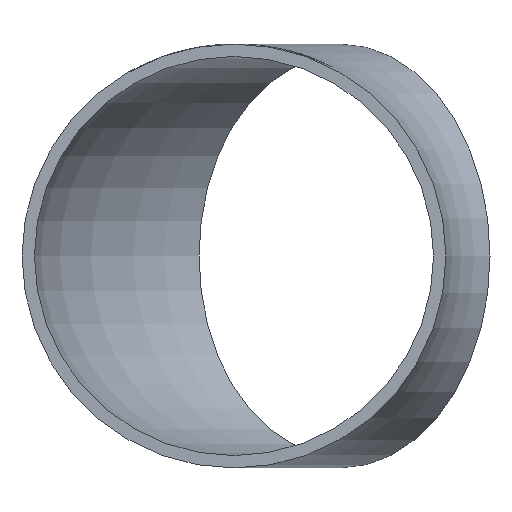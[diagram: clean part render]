
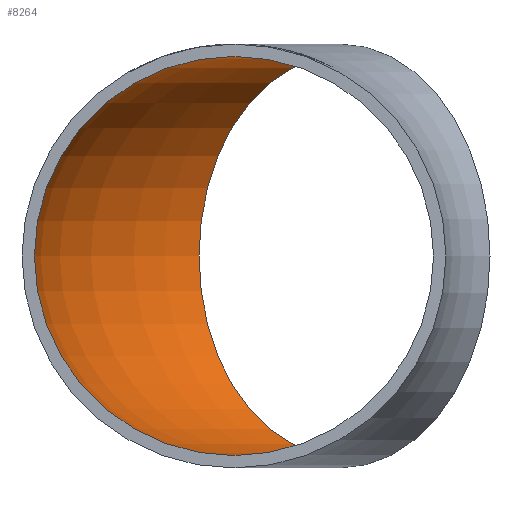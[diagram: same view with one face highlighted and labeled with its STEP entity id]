
A CAD part, front view. The second image highlights one B-rep face of the part: STEP entity #8264.
In plain terms, the highlighted toroidal (fillet/blend) face has major radius 76 mm and minor radius 41.85 mm.
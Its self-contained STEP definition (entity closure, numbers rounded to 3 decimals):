
#937 = EDGE_LOOP ( 'NONE', ( #13499 ) ) ;
#1003 = DIRECTION ( 'NONE',  ( 0., 0., 1. ) ) ;
#1541 = FACE_OUTER_BOUND ( 'NONE', #15430, .T. ) ;
#1638 = EDGE_CURVE ( 'NONE', #27318, #27318, #16265, .T. ) ;
#2668 = DIRECTION ( 'NONE',  ( -1., 0., 0. ) ) ;
#3022 = CARTESIAN_POINT ( 'NONE',  ( -76., 0., 0. ) ) ;
#3428 = AXIS2_PLACEMENT_3D ( 'NONE', #21821, #10805, #7955 ) ;
#4188 = AXIS2_PLACEMENT_3D ( 'NONE', #11647, #22507, #2668 ) ;
#4275 = FACE_OUTER_BOUND ( 'NONE', #937, .T. ) ;
#6707 = CIRCLE ( 'NONE', #3428, 41.85 ) ;
#7524 = DIRECTION ( 'NONE',  ( 0., 1., 0. ) ) ;
#7955 = DIRECTION ( 'NONE',  ( -0.707, 0.707, 0. ) ) ;
#8264 = ADVANCED_FACE ( 'NONE', ( #4275, #1541 ), #10188, .F. ) ;
#10188 = TOROIDAL_SURFACE ( 'NONE', #4188, 76., 41.85 ) ;
#10805 = DIRECTION ( 'NONE',  ( 0.707, 0.707, 0. ) ) ;
#11647 = CARTESIAN_POINT ( 'NONE',  ( 0., 0., 0. ) ) ;
#12823 = VERTEX_POINT ( 'NONE', #18911 ) ;
#13499 = ORIENTED_EDGE ( 'NONE', *, *, #24659, .T. ) ;
#13807 = ORIENTED_EDGE ( 'NONE', *, *, #1638, .F. ) ;
#15430 = EDGE_LOOP ( 'NONE', ( #13807 ) ) ;
#16265 = CIRCLE ( 'NONE', #27854, 41.85 ) ;
#18911 = CARTESIAN_POINT ( 'NONE',  ( -83.333, 83.333, 0. ) ) ;
#21821 = CARTESIAN_POINT ( 'NONE',  ( -53.74, 53.74, 0. ) ) ;
#22507 = DIRECTION ( 'NONE',  ( 0., 0., -1. ) ) ;
#23548 = CARTESIAN_POINT ( 'NONE',  ( -76., 0., 41.85 ) ) ;
#24659 = EDGE_CURVE ( 'NONE', #12823, #12823, #6707, .T. ) ;
#27318 = VERTEX_POINT ( 'NONE', #23548 ) ;
#27854 = AXIS2_PLACEMENT_3D ( 'NONE', #3022, #7524, #1003 ) ;
